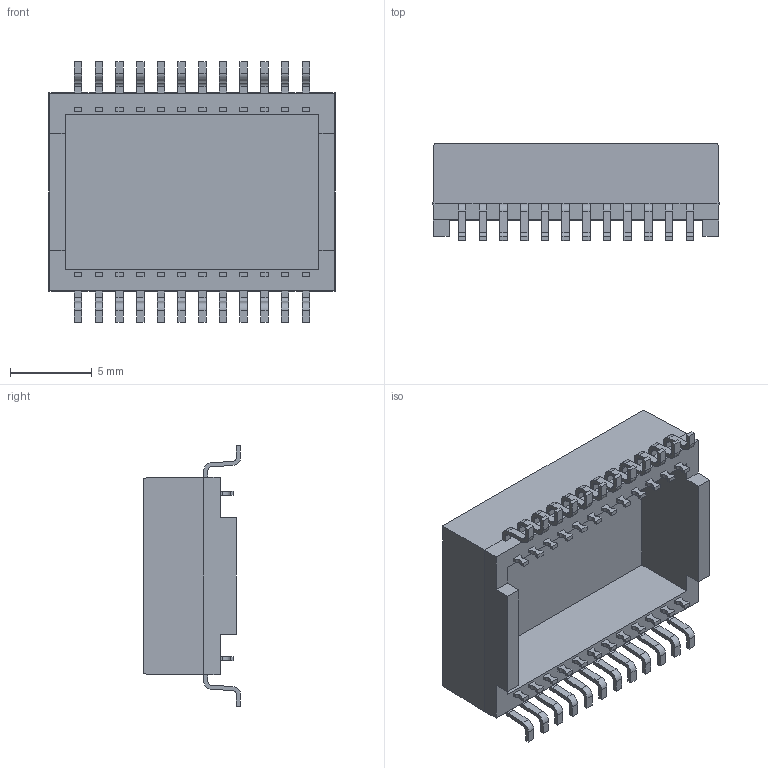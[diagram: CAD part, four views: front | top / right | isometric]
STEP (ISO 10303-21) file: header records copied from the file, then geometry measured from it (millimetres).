
FILE_DESCRIPTION((''),'2;1');
FILE_NAME('UTTG24C02Q','2023-03-06T',('Administrator'),(''),'PRO/ENGINEER BY PARAMETRIC TECHNOLOGY CORPORATION, 2008380','PRO/ENGINEER BY PARAMETRIC TECHNOLOGY CORPORATION, 2008380','');
FILE_SCHEMA(('CONFIG_CONTROL_DESIGN'));
Length unit declared in the file: millimetre
Products named in the file (1): UTTG24C02Q
Bounding box: 17.55 x 5.95 x 16 mm (x, y, z)
Volume: 438.2 mm3; surface area: 1097.7 mm2
Topology: 1 solids, 1 shells, 1371 faces, 3966 edges, 2659 vertices
Faces by surface type: plane 1225, cylinder 146
Entity records: 44607 total; most frequent: CARTESIAN_POINT 7996, ORIENTED_EDGE 7932, DIRECTION 7097, EDGE_CURVE 3966, VECTOR 3577, LINE 3577, VERTEX_POINT 2659, AXIS2_PLACEMENT_3D 1760
